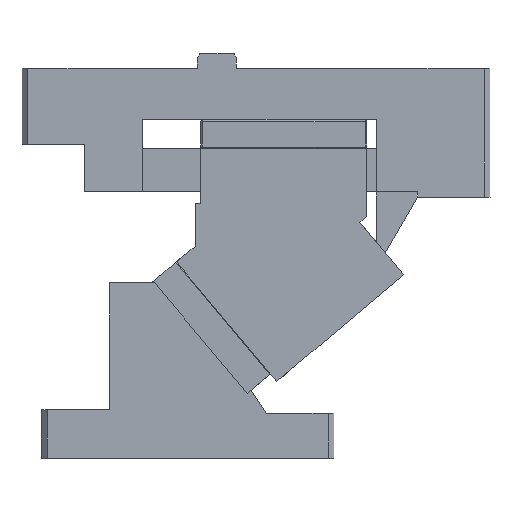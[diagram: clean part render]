
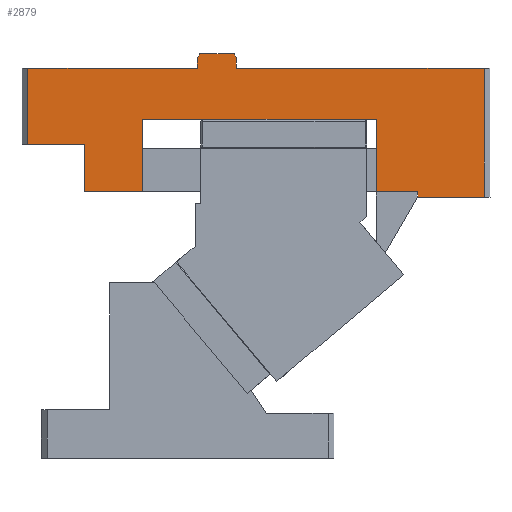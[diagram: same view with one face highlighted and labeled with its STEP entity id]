
A CAD part, front view. The second image highlights one B-rep face of the part: STEP entity #2879.
In plain terms, the highlighted planar face has unit normal (0, -1, 0).
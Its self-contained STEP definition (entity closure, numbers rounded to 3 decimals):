
#118=CARTESIAN_POINT('Vertex',(51.78,0.,136.846)) ;
#121=CARTESIAN_POINT('Line Origine',(36.89,0.,136.846)) ;
#125=CARTESIAN_POINT('Vertex',(22.,0.,136.846)) ;
#296=CARTESIAN_POINT('Line Origine',(22.,0.,148.923)) ;
#300=CARTESIAN_POINT('Vertex',(22.,0.,161.)) ;
#337=CARTESIAN_POINT('Vertex',(-7.,0.,161.)) ;
#359=CARTESIAN_POINT('Line Origine',(7.5,0.,161.)) ;
#615=CARTESIAN_POINT('Vertex',(-7.,0.,200.)) ;
#623=CARTESIAN_POINT('Line Origine',(-7.,0.,180.5)) ;
#688=CARTESIAN_POINT('Line Origine',(36.5,0.,200.)) ;
#692=CARTESIAN_POINT('Vertex',(80.,0.,200.)) ;
#1407=CARTESIAN_POINT('Line Origine',(80.,0.,202.75)) ;
#1411=CARTESIAN_POINT('Vertex',(80.,0.,205.5)) ;
#1516=CARTESIAN_POINT('Line Origine',(90.,0.,207.5)) ;
#1520=CARTESIAN_POINT('Vertex',(81.155,0.,207.5)) ;
#1522=CARTESIAN_POINT('Vertex',(98.845,0.,207.5)) ;
#1556=CARTESIAN_POINT('Line Origine',(99.423,0.,206.5)) ;
#1560=CARTESIAN_POINT('Vertex',(100.,0.,205.5)) ;
#1587=CARTESIAN_POINT('Line Origine',(100.,0.,202.75)) ;
#1591=CARTESIAN_POINT('Vertex',(100.,0.,200.)) ;
#1631=CARTESIAN_POINT('Vertex',(227.,0.,200.)) ;
#1634=CARTESIAN_POINT('Line Origine',(227.,0.,184.)) ;
#1638=CARTESIAN_POINT('Vertex',(227.,0.,168.)) ;
#1641=CARTESIAN_POINT('Line Origine',(227.,0.,150.923)) ;
#1645=CARTESIAN_POINT('Vertex',(227.,0.,133.846)) ;
#2162=CARTESIAN_POINT('Line Origine',(163.5,0.,200.)) ;
#2444=CARTESIAN_POINT('Line Origine',(213.,0.,133.846)) ;
#2448=CARTESIAN_POINT('Vertex',(199.,0.,133.846)) ;
#2451=CARTESIAN_POINT('Line Origine',(196.,0.,133.846)) ;
#2455=CARTESIAN_POINT('Vertex',(193.,0.,133.846)) ;
#2498=CARTESIAN_POINT('Vertex',(193.,0.,136.846)) ;
#2536=CARTESIAN_POINT('Line Origine',(193.,0.,135.346)) ;
#2814=CARTESIAN_POINT('Line Origine',(80.577,0.,206.5)) ;
#2826=CARTESIAN_POINT('Axis2P3D Location',(42.228,0.,183.564)) ;
#2831=CARTESIAN_POINT('Line Origine',(51.78,0.,155.346)) ;
#2835=CARTESIAN_POINT('Vertex',(51.78,0.,173.846)) ;
#2838=CARTESIAN_POINT('Line Origine',(111.78,0.,173.846)) ;
#2842=CARTESIAN_POINT('Vertex',(171.78,0.,173.846)) ;
#2845=CARTESIAN_POINT('Line Origine',(171.78,0.,155.346)) ;
#2849=CARTESIAN_POINT('Vertex',(171.78,0.,136.846)) ;
#2852=CARTESIAN_POINT('Line Origine',(182.39,0.,136.846)) ;
#122=DIRECTION('Vector Direction',(1.,0.,0.)) ;
#297=DIRECTION('Vector Direction',(0.,0.,-1.)) ;
#360=DIRECTION('Vector Direction',(1.,0.,0.)) ;
#624=DIRECTION('Vector Direction',(0.,0.,1.)) ;
#689=DIRECTION('Vector Direction',(1.,0.,0.)) ;
#1408=DIRECTION('Vector Direction',(0.,0.,1.)) ;
#1517=DIRECTION('Vector Direction',(-1.,0.,0.)) ;
#1557=DIRECTION('Vector Direction',(-0.5,0.,0.866)) ;
#1588=DIRECTION('Vector Direction',(0.,0.,1.)) ;
#1635=DIRECTION('Vector Direction',(0.,0.,1.)) ;
#1642=DIRECTION('Vector Direction',(0.,0.,-1.)) ;
#2163=DIRECTION('Vector Direction',(1.,0.,0.)) ;
#2445=DIRECTION('Vector Direction',(1.,0.,0.)) ;
#2452=DIRECTION('Vector Direction',(-1.,0.,0.)) ;
#2537=DIRECTION('Vector Direction',(0.,0.,1.)) ;
#2815=DIRECTION('Vector Direction',(0.5,0.,0.866)) ;
#2827=DIRECTION('Axis2P3D Direction',(0.,-1.,0.)) ;
#2828=DIRECTION('Axis2P3D XDirection',(1.,0.,0.)) ;
#2832=DIRECTION('Vector Direction',(0.,0.,1.)) ;
#2839=DIRECTION('Vector Direction',(-1.,0.,0.)) ;
#2846=DIRECTION('Vector Direction',(0.,0.,-1.)) ;
#2853=DIRECTION('Vector Direction',(-1.,0.,0.)) ;
#2829=AXIS2_PLACEMENT_3D('Plane Axis2P3D',#2826,#2827,#2828) ;
#2858=ORIENTED_EDGE('',*,*,#1413,.F.) ;
#2859=ORIENTED_EDGE('',*,*,#694,.F.) ;
#2860=ORIENTED_EDGE('',*,*,#627,.F.) ;
#2861=ORIENTED_EDGE('',*,*,#363,.T.) ;
#2862=ORIENTED_EDGE('',*,*,#302,.T.) ;
#2863=ORIENTED_EDGE('',*,*,#127,.T.) ;
#2864=ORIENTED_EDGE('',*,*,#2837,.T.) ;
#2865=ORIENTED_EDGE('',*,*,#2844,.F.) ;
#2866=ORIENTED_EDGE('',*,*,#2851,.T.) ;
#2867=ORIENTED_EDGE('',*,*,#2856,.F.) ;
#2868=ORIENTED_EDGE('',*,*,#2540,.F.) ;
#2869=ORIENTED_EDGE('',*,*,#2457,.F.) ;
#2870=ORIENTED_EDGE('',*,*,#2450,.T.) ;
#2871=ORIENTED_EDGE('',*,*,#1647,.F.) ;
#2872=ORIENTED_EDGE('',*,*,#1640,.T.) ;
#2873=ORIENTED_EDGE('',*,*,#2166,.F.) ;
#2874=ORIENTED_EDGE('',*,*,#1593,.T.) ;
#2875=ORIENTED_EDGE('',*,*,#1562,.F.) ;
#2876=ORIENTED_EDGE('',*,*,#1524,.F.) ;
#2877=ORIENTED_EDGE('',*,*,#2818,.F.) ;
#123=VECTOR('Line Direction',#122,1.) ;
#298=VECTOR('Line Direction',#297,1.) ;
#361=VECTOR('Line Direction',#360,1.) ;
#625=VECTOR('Line Direction',#624,1.) ;
#690=VECTOR('Line Direction',#689,1.) ;
#1409=VECTOR('Line Direction',#1408,1.) ;
#1518=VECTOR('Line Direction',#1517,1.) ;
#1558=VECTOR('Line Direction',#1557,1.) ;
#1589=VECTOR('Line Direction',#1588,1.) ;
#1636=VECTOR('Line Direction',#1635,1.) ;
#1643=VECTOR('Line Direction',#1642,1.) ;
#2164=VECTOR('Line Direction',#2163,1.) ;
#2446=VECTOR('Line Direction',#2445,1.) ;
#2453=VECTOR('Line Direction',#2452,1.) ;
#2538=VECTOR('Line Direction',#2537,1.) ;
#2816=VECTOR('Line Direction',#2815,1.) ;
#2833=VECTOR('Line Direction',#2832,1.) ;
#2840=VECTOR('Line Direction',#2839,1.) ;
#2847=VECTOR('Line Direction',#2846,1.) ;
#2854=VECTOR('Line Direction',#2853,1.) ;
#2879=ADVANCED_FACE('CAM HOLDER',(#2878),#2830,.T.) ;
#127=EDGE_CURVE('',#126,#119,#124,.T.) ;
#302=EDGE_CURVE('',#301,#126,#299,.T.) ;
#363=EDGE_CURVE('',#338,#301,#362,.T.) ;
#627=EDGE_CURVE('',#338,#616,#626,.T.) ;
#694=EDGE_CURVE('',#616,#693,#691,.T.) ;
#1413=EDGE_CURVE('',#693,#1412,#1410,.T.) ;
#1524=EDGE_CURVE('',#1521,#1523,#1519,.F.) ;
#1562=EDGE_CURVE('',#1523,#1561,#1559,.F.) ;
#1593=EDGE_CURVE('',#1592,#1561,#1590,.T.) ;
#1640=EDGE_CURVE('',#1639,#1632,#1637,.T.) ;
#1647=EDGE_CURVE('',#1639,#1646,#1644,.T.) ;
#2166=EDGE_CURVE('',#1592,#1632,#2165,.T.) ;
#2450=EDGE_CURVE('',#2449,#1646,#2447,.T.) ;
#2457=EDGE_CURVE('',#2449,#2456,#2454,.T.) ;
#2540=EDGE_CURVE('',#2456,#2499,#2539,.T.) ;
#2818=EDGE_CURVE('',#1412,#1521,#2817,.T.) ;
#2837=EDGE_CURVE('',#119,#2836,#2834,.T.) ;
#2844=EDGE_CURVE('',#2843,#2836,#2841,.T.) ;
#2851=EDGE_CURVE('',#2843,#2850,#2848,.T.) ;
#2856=EDGE_CURVE('',#2499,#2850,#2855,.T.) ;
#2857=EDGE_LOOP('',(#2858,#2859,#2860,#2861,#2862,#2863,#2864,#2865,#2866,#2867,#2868,#2869,#2870,#2871,#2872,#2873,#2874,#2875,#2876,#2877)) ;
#2878=FACE_OUTER_BOUND('',#2857,.T.) ;
#124=LINE('Line',#121,#123) ;
#299=LINE('Line',#296,#298) ;
#362=LINE('Line',#359,#361) ;
#626=LINE('Line',#623,#625) ;
#691=LINE('Line',#688,#690) ;
#1410=LINE('Line',#1407,#1409) ;
#1519=LINE('Line',#1516,#1518) ;
#1559=LINE('Line',#1556,#1558) ;
#1590=LINE('Line',#1587,#1589) ;
#1637=LINE('Line',#1634,#1636) ;
#1644=LINE('Line',#1641,#1643) ;
#2165=LINE('Line',#2162,#2164) ;
#2447=LINE('Line',#2444,#2446) ;
#2454=LINE('Line',#2451,#2453) ;
#2539=LINE('Line',#2536,#2538) ;
#2817=LINE('Line',#2814,#2816) ;
#2834=LINE('Line',#2831,#2833) ;
#2841=LINE('Line',#2838,#2840) ;
#2848=LINE('Line',#2845,#2847) ;
#2855=LINE('Line',#2852,#2854) ;
#2830=PLANE('Plane',#2829) ;
#119=VERTEX_POINT('',#118) ;
#126=VERTEX_POINT('',#125) ;
#301=VERTEX_POINT('',#300) ;
#338=VERTEX_POINT('',#337) ;
#616=VERTEX_POINT('',#615) ;
#693=VERTEX_POINT('',#692) ;
#1412=VERTEX_POINT('',#1411) ;
#1521=VERTEX_POINT('',#1520) ;
#1523=VERTEX_POINT('',#1522) ;
#1561=VERTEX_POINT('',#1560) ;
#1592=VERTEX_POINT('',#1591) ;
#1632=VERTEX_POINT('',#1631) ;
#1639=VERTEX_POINT('',#1638) ;
#1646=VERTEX_POINT('',#1645) ;
#2449=VERTEX_POINT('',#2448) ;
#2456=VERTEX_POINT('',#2455) ;
#2499=VERTEX_POINT('',#2498) ;
#2836=VERTEX_POINT('',#2835) ;
#2843=VERTEX_POINT('',#2842) ;
#2850=VERTEX_POINT('',#2849) ;
